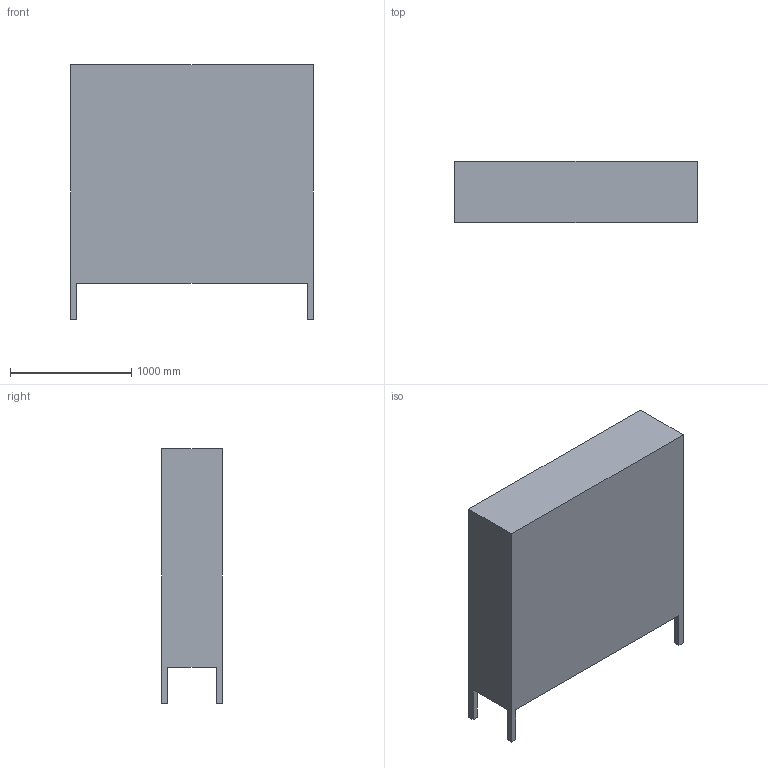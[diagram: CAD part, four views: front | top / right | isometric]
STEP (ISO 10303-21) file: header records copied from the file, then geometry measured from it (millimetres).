
FILE_DESCRIPTION(('Open CASCADE Model'),'2;1');
FILE_NAME('Open CASCADE Shape Model','2024-05-26T13:05:07',('Author'),( 'Open CASCADE'),'Open CASCADE STEP processor 7.7','Open CASCADE 7.7' ,'Unknown');
FILE_SCHEMA(('AUTOMOTIVE_DESIGN { 1 0 10303 214 1 1 1 1 }'));
Length unit declared in the file: millimetre
Products named in the file (1): Open CASCADE STEP translator 7.7 148
Bounding box: 2000 x 500 x 2100 mm (x, y, z)
Volume: 367104000 mm3; surface area: 27026600 mm2
Topology: 1 solids, 5 shells, 55 faces, 135 edges, 90 vertices
Faces by surface type: plane 55
Entity records: 3323 total; most frequent: CARTESIAN_POINT 574, DIRECTION 494, LINE 382, VECTOR 382, ORIENTED_EDGE 270, PCURVE 270, DEFINITIONAL_REPRESENTATION 270, EDGE_CURVE 135
